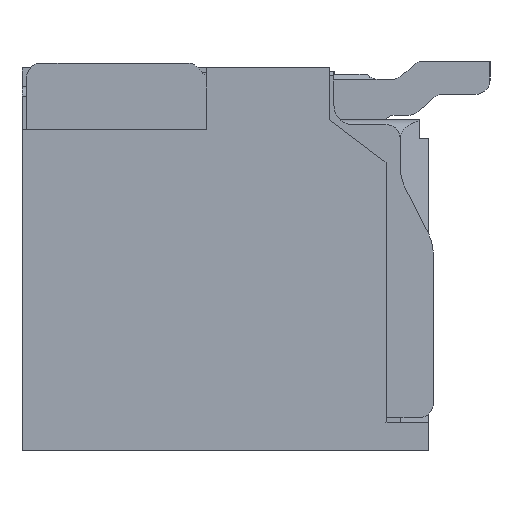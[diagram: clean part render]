
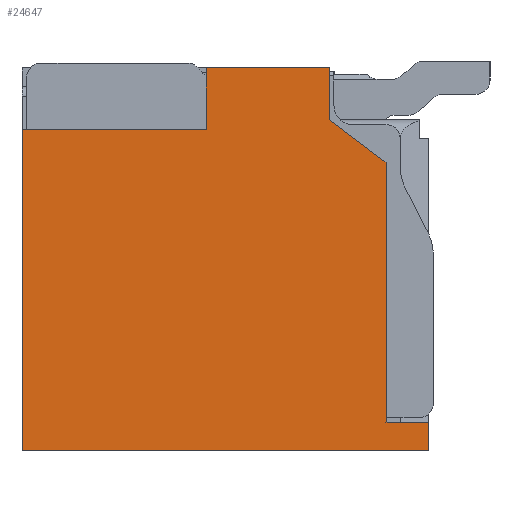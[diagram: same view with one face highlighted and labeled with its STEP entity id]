
A CAD part, left-side view. The second image highlights one B-rep face of the part: STEP entity #24647.
In plain terms, the highlighted planar face has unit normal (-1, 0, 0).
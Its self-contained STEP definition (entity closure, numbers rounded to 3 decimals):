
#362 = VECTOR ( 'NONE', #5786, 1000. ) ;
#549 = VECTOR ( 'NONE', #37829, 1000. ) ;
#845 = CARTESIAN_POINT ( 'NONE',  ( -11.625, 0., 0. ) ) ;
#851 = VECTOR ( 'NONE', #13891, 1000. ) ;
#893 = ORIENTED_EDGE ( 'NONE', *, *, #14084, .F. ) ;
#3028 = CARTESIAN_POINT ( 'NONE',  ( -11.625, -1.1, 2.025 ) ) ;
#3290 = DIRECTION ( 'NONE',  ( 0., -1., 0. ) ) ;
#4637 = VERTEX_POINT ( 'NONE', #43945 ) ;
#5275 = CARTESIAN_POINT ( 'NONE',  ( -11.625, 0.2, 0. ) ) ;
#5278 = CARTESIAN_POINT ( 'NONE',  ( -11.625, -1.7, -1.725 ) ) ;
#5414 = ORIENTED_EDGE ( 'NONE', *, *, #10595, .F. ) ;
#5786 = DIRECTION ( 'NONE',  ( 0., -1., 0. ) ) ;
#6670 = EDGE_CURVE ( 'NONE', #4637, #42795, #31673, .T. ) ;
#7241 = ORIENTED_EDGE ( 'NONE', *, *, #22448, .F. ) ;
#7936 = LINE ( 'NONE', #14691, #13783 ) ;
#9703 = VERTEX_POINT ( 'NONE', #45218 ) ;
#10595 = EDGE_CURVE ( 'NONE', #46813, #25201, #43376, .T. ) ;
#10654 = DIRECTION ( 'NONE',  ( 0., -1., 0. ) ) ;
#11146 = LINE ( 'NONE', #47627, #35632 ) ;
#12483 = DIRECTION ( 'NONE',  ( 0., 0., -1. ) ) ;
#12679 = DIRECTION ( 'NONE',  ( 0., 0., -1. ) ) ;
#12932 = LINE ( 'NONE', #27679, #851 ) ;
#13783 = VECTOR ( 'NONE', #37349, 1000. ) ;
#13792 = VECTOR ( 'NONE', #47365, 1000. ) ;
#13891 = DIRECTION ( 'NONE',  ( 0., -0.8, -0.6 ) ) ;
#14084 = EDGE_CURVE ( 'NONE', #9703, #43246, #12932, .T. ) ;
#14470 = VECTOR ( 'NONE', #3290, 1000. ) ;
#14691 = CARTESIAN_POINT ( 'NONE',  ( -11.625, -2.15, 0. ) ) ;
#14752 = VERTEX_POINT ( 'NONE', #3028 ) ;
#14787 = CARTESIAN_POINT ( 'NONE',  ( -11.625, -2.15, -2.025 ) ) ;
#16387 = LINE ( 'NONE', #46098, #362 ) ;
#17976 = EDGE_CURVE ( 'NONE', #33984, #4637, #11146, .T. ) ;
#18128 = CARTESIAN_POINT ( 'NONE',  ( -11.625, 2.15, 1.375 ) ) ;
#18173 = CARTESIAN_POINT ( 'NONE',  ( -11.625, 0.2, 2.025 ) ) ;
#21047 = LINE ( 'NONE', #32374, #29891 ) ;
#21692 = VECTOR ( 'NONE', #28189, 1000. ) ;
#22413 = CARTESIAN_POINT ( 'NONE',  ( -11.625, 0.2, 1.375 ) ) ;
#22448 = EDGE_CURVE ( 'NONE', #42795, #35819, #16387, .T. ) ;
#23928 = ORIENTED_EDGE ( 'NONE', *, *, #46711, .F. ) ;
#24163 = ORIENTED_EDGE ( 'NONE', *, *, #28987, .F. ) ;
#24561 = LINE ( 'NONE', #35612, #21692 ) ;
#24647 = ADVANCED_FACE ( 'NONE', ( #34141 ), #45033, .F. ) ;
#24932 = ORIENTED_EDGE ( 'NONE', *, *, #33853, .F. ) ;
#25201 = VERTEX_POINT ( 'NONE', #38678 ) ;
#27679 = CARTESIAN_POINT ( 'NONE',  ( -11.625, -1.1, 1.475 ) ) ;
#27714 = CARTESIAN_POINT ( 'NONE',  ( -11.625, -1.7, 0. ) ) ;
#28189 = DIRECTION ( 'NONE',  ( 0., 0., -1. ) ) ;
#28987 = EDGE_CURVE ( 'NONE', #35819, #40742, #38335, .T. ) ;
#29891 = VECTOR ( 'NONE', #10654, 1000. ) ;
#30223 = DIRECTION ( 'NONE',  ( 0., 1., 0. ) ) ;
#30328 = DIRECTION ( 'NONE',  ( 1., 0., 0. ) ) ;
#31334 = LINE ( 'NONE', #27714, #38676 ) ;
#31673 = LINE ( 'NONE', #32152, #13792 ) ;
#32152 = CARTESIAN_POINT ( 'NONE',  ( -11.625, 2.15, 0. ) ) ;
#32193 = AXIS2_PLACEMENT_3D ( 'NONE', #845, #30328, #12679 ) ;
#32374 = CARTESIAN_POINT ( 'NONE',  ( -11.625, 0., 2.025 ) ) ;
#32870 = EDGE_CURVE ( 'NONE', #14752, #9703, #24561, .T. ) ;
#33853 = EDGE_CURVE ( 'NONE', #43246, #46813, #31334, .T. ) ;
#33984 = VERTEX_POINT ( 'NONE', #14787 ) ;
#34141 = FACE_OUTER_BOUND ( 'NONE', #37306, .T. ) ;
#34486 = ORIENTED_EDGE ( 'NONE', *, *, #32870, .F. ) ;
#35612 = CARTESIAN_POINT ( 'NONE',  ( -11.625, -1.1, 0. ) ) ;
#35632 = VECTOR ( 'NONE', #30223, 1000. ) ;
#35819 = VERTEX_POINT ( 'NONE', #22413 ) ;
#37306 = EDGE_LOOP ( 'NONE', ( #43173, #46857, #23928, #5414, #24932, #893, #34486, #40647, #24163, #7241 ) ) ;
#37349 = DIRECTION ( 'NONE',  ( 0., 0., -1. ) ) ;
#37829 = DIRECTION ( 'NONE',  ( 0., 0., 1. ) ) ;
#38335 = LINE ( 'NONE', #5275, #549 ) ;
#38676 = VECTOR ( 'NONE', #12483, 1000. ) ;
#38678 = CARTESIAN_POINT ( 'NONE',  ( -11.625, -2.15, -1.725 ) ) ;
#40647 = ORIENTED_EDGE ( 'NONE', *, *, #45657, .F. ) ;
#40742 = VERTEX_POINT ( 'NONE', #18173 ) ;
#42795 = VERTEX_POINT ( 'NONE', #18128 ) ;
#43173 = ORIENTED_EDGE ( 'NONE', *, *, #6670, .F. ) ;
#43246 = VERTEX_POINT ( 'NONE', #44931 ) ;
#43376 = LINE ( 'NONE', #43854, #14470 ) ;
#43854 = CARTESIAN_POINT ( 'NONE',  ( -11.625, 0., -1.725 ) ) ;
#43945 = CARTESIAN_POINT ( 'NONE',  ( -11.625, 2.15, -2.025 ) ) ;
#44931 = CARTESIAN_POINT ( 'NONE',  ( -11.625, -1.7, 1.025 ) ) ;
#45033 = PLANE ( 'NONE',  #32193 ) ;
#45218 = CARTESIAN_POINT ( 'NONE',  ( -11.625, -1.1, 1.475 ) ) ;
#45657 = EDGE_CURVE ( 'NONE', #40742, #14752, #21047, .T. ) ;
#46098 = CARTESIAN_POINT ( 'NONE',  ( -11.625, 0., 1.375 ) ) ;
#46711 = EDGE_CURVE ( 'NONE', #25201, #33984, #7936, .T. ) ;
#46813 = VERTEX_POINT ( 'NONE', #5278 ) ;
#46857 = ORIENTED_EDGE ( 'NONE', *, *, #17976, .F. ) ;
#47365 = DIRECTION ( 'NONE',  ( 0., 0., 1. ) ) ;
#47627 = CARTESIAN_POINT ( 'NONE',  ( -11.625, 0., -2.025 ) ) ;
